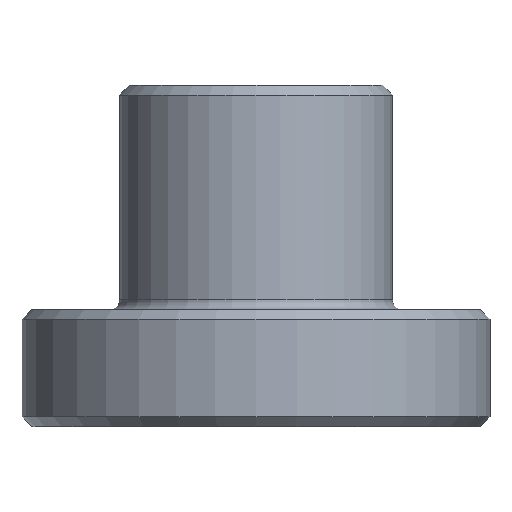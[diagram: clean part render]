
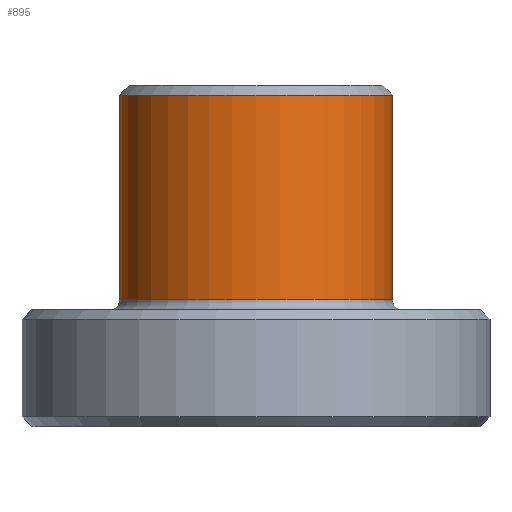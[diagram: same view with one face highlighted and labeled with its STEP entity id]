
A CAD part, front view. The second image highlights one B-rep face of the part: STEP entity #895.
In plain terms, the highlighted cylindrical face has radius 14 mm (diameter 28 mm), a partial arc.
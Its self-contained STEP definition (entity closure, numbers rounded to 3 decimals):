
#2 = DIRECTION ( 'NONE',  ( 1., 0., 0. ) ) ;
#20 = DIRECTION ( 'NONE',  ( 0., 0., -1. ) ) ;
#27 = AXIS2_PLACEMENT_3D ( 'NONE', #690, #53, #56 ) ;
#53 = DIRECTION ( 'NONE',  ( 0., 0., -1. ) ) ;
#56 = DIRECTION ( 'NONE',  ( 1., 0., 0. ) ) ;
#108 = AXIS2_PLACEMENT_3D ( 'NONE', #160, #20, #941 ) ;
#113 = VERTEX_POINT ( 'NONE', #350 ) ;
#160 = CARTESIAN_POINT ( 'NONE',  ( 0., 0., -45.177 ) ) ;
#175 = CARTESIAN_POINT ( 'NONE',  ( 0., 0., 13. ) ) ;
#184 = VERTEX_POINT ( 'NONE', #607 ) ;
#215 = ORIENTED_EDGE ( 'NONE', *, *, #743, .T. ) ;
#236 = VERTEX_POINT ( 'NONE', #450 ) ;
#265 = CIRCLE ( 'NONE', #835, 14. ) ;
#290 = EDGE_LOOP ( 'NONE', ( #341, #731, #215, #937 ) ) ;
#323 = LINE ( 'NONE', #548, #980 ) ;
#341 = ORIENTED_EDGE ( 'NONE', *, *, #1011, .F. ) ;
#350 = CARTESIAN_POINT ( 'NONE',  ( 14., 0., 13. ) ) ;
#374 = CIRCLE ( 'NONE', #27, 14. ) ;
#391 = VECTOR ( 'NONE', #926, 1000. ) ;
#450 = CARTESIAN_POINT ( 'NONE',  ( -14., 0., 34. ) ) ;
#548 = CARTESIAN_POINT ( 'NONE',  ( 14., 0., -45.177 ) ) ;
#605 = FACE_OUTER_BOUND ( 'NONE', #290, .T. ) ;
#607 = CARTESIAN_POINT ( 'NONE',  ( -14., 0., 13. ) ) ;
#614 = VERTEX_POINT ( 'NONE', #700 ) ;
#640 = DIRECTION ( 'NONE',  ( 0., 0., 1. ) ) ;
#669 = EDGE_CURVE ( 'NONE', #184, #113, #265, .T. ) ;
#690 = CARTESIAN_POINT ( 'NONE',  ( 0., 0., 34. ) ) ;
#700 = CARTESIAN_POINT ( 'NONE',  ( 14., 0., 34. ) ) ;
#731 = ORIENTED_EDGE ( 'NONE', *, *, #768, .T. ) ;
#743 = EDGE_CURVE ( 'NONE', #236, #184, #825, .T. ) ;
#763 = CARTESIAN_POINT ( 'NONE',  ( -14., 0., -45.177 ) ) ;
#768 = EDGE_CURVE ( 'NONE', #614, #236, #374, .T. ) ;
#825 = LINE ( 'NONE', #763, #391 ) ;
#835 = AXIS2_PLACEMENT_3D ( 'NONE', #175, #640, #2 ) ;
#875 = DIRECTION ( 'NONE',  ( 0., 0., -1. ) ) ;
#895 = ADVANCED_FACE ( 'NONE', ( #605 ), #915, .T. ) ;
#915 = CYLINDRICAL_SURFACE ( 'NONE', #108, 14. ) ;
#926 = DIRECTION ( 'NONE',  ( 0., 0., -1. ) ) ;
#937 = ORIENTED_EDGE ( 'NONE', *, *, #669, .T. ) ;
#941 = DIRECTION ( 'NONE',  ( -1., 0., 0. ) ) ;
#980 = VECTOR ( 'NONE', #875, 1000. ) ;
#1011 = EDGE_CURVE ( 'NONE', #614, #113, #323, .T. ) ;
